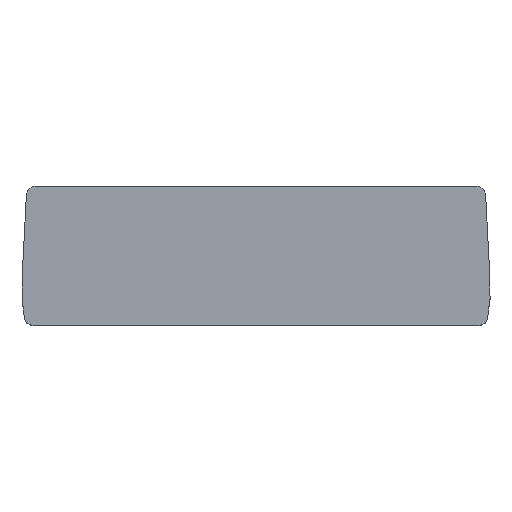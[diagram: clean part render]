
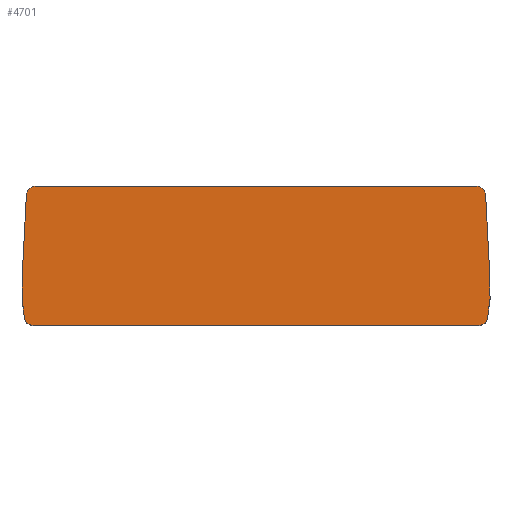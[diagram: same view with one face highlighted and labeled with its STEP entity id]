
A CAD part, top view. The second image highlights one B-rep face of the part: STEP entity #4701.
In plain terms, the highlighted planar face has unit normal (0, 0, 1).
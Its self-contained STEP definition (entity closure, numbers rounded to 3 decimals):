
#20 = CARTESIAN_POINT ( 'NONE',  ( 2.461, 0.675, 0. ) ) ;
#98 = EDGE_CURVE ( 'NONE', #5803, #6123, #7780, .T. ) ;
#268 = CARTESIAN_POINT ( 'NONE',  ( -2.61, -0.477, 0. ) ) ;
#737 = EDGE_CURVE ( 'NONE', #11643, #3891, #9031, .T. ) ;
#788 = CARTESIAN_POINT ( 'NONE',  ( 2.461, 0.775, 0. ) ) ;
#864 = ORIENTED_EDGE ( 'NONE', *, *, #2741, .T. ) ;
#940 = LINE ( 'NONE', #4008, #9046 ) ;
#1087 = DIRECTION ( 'NONE',  ( 0.122, 0.993, 0. ) ) ;
#1196 = VERTEX_POINT ( 'NONE', #7168 ) ;
#1244 = CARTESIAN_POINT ( 'NONE',  ( -2.485, -0.775, 0. ) ) ;
#1291 = DIRECTION ( 'NONE',  ( 0., 0., -1. ) ) ;
#1302 = EDGE_CURVE ( 'NONE', #12353, #10664, #9097, .T. ) ;
#1531 = LINE ( 'NONE', #7544, #8046 ) ;
#1567 = DIRECTION ( 'NONE',  ( 0., 1., 0. ) ) ;
#1599 = DIRECTION ( 'NONE',  ( -1., 0., 0. ) ) ;
#1956 = CIRCLE ( 'NONE', #4747, 0.1 ) ;
#2089 = DIRECTION ( 'NONE',  ( 0., 0., 1. ) ) ;
#2137 = ORIENTED_EDGE ( 'NONE', *, *, #737, .T. ) ;
#2155 = CARTESIAN_POINT ( 'NONE',  ( -2.561, 0.68, 0. ) ) ;
#2438 = LINE ( 'NONE', #8658, #6617 ) ;
#2629 = VECTOR ( 'NONE', #1087, 1000. ) ;
#2741 = EDGE_CURVE ( 'NONE', #1196, #10877, #2438, .T. ) ;
#2819 = DIRECTION ( 'NONE',  ( -1., 0., 0. ) ) ;
#2921 = CARTESIAN_POINT ( 'NONE',  ( 2.61, -0.255, 0. ) ) ;
#3089 = EDGE_CURVE ( 'NONE', #10664, #11647, #5761, .T. ) ;
#3116 = CARTESIAN_POINT ( 'NONE',  ( -2.461, 0.775, 0. ) ) ;
#3159 = EDGE_CURVE ( 'NONE', #3891, #9084, #11106, .T. ) ;
#3366 = ORIENTED_EDGE ( 'NONE', *, *, #10223, .T. ) ;
#3367 = CARTESIAN_POINT ( 'NONE',  ( 2.485, -0.675, 0. ) ) ;
#3724 = DIRECTION ( 'NONE',  ( -1., 0., 0. ) ) ;
#3891 = VERTEX_POINT ( 'NONE', #788 ) ;
#4008 = CARTESIAN_POINT ( 'NONE',  ( -2.61, -0.477, 0. ) ) ;
#4701 = ADVANCED_FACE ( 'NONE', ( #7762 ), #11594, .F. ) ;
#4702 = VECTOR ( 'NONE', #2819, 1000. ) ;
#4747 = AXIS2_PLACEMENT_3D ( 'NONE', #12878, #11179, #3724 ) ;
#4835 = DIRECTION ( 'NONE',  ( 0., -1., 0. ) ) ;
#4848 = CARTESIAN_POINT ( 'NONE',  ( 2.561, 0.68, 0. ) ) ;
#4855 = LINE ( 'NONE', #2921, #6310 ) ;
#5517 = CARTESIAN_POINT ( 'NONE',  ( -2.61, -0.255, 0. ) ) ;
#5524 = VECTOR ( 'NONE', #4835, 1000. ) ;
#5760 = CARTESIAN_POINT ( 'NONE',  ( -2.556, 0.775, 0. ) ) ;
#5761 = CIRCLE ( 'NONE', #10678, 0.1 ) ;
#5803 = VERTEX_POINT ( 'NONE', #5517 ) ;
#6123 = VERTEX_POINT ( 'NONE', #268 ) ;
#6310 = VECTOR ( 'NONE', #13194, 1000. ) ;
#6452 = AXIS2_PLACEMENT_3D ( 'NONE', #11396, #1291, #1599 ) ;
#6617 = VECTOR ( 'NONE', #1567, 1000. ) ;
#6689 = ORIENTED_EDGE ( 'NONE', *, *, #1302, .T. ) ;
#6816 = ORIENTED_EDGE ( 'NONE', *, *, #3089, .T. ) ;
#6836 = CARTESIAN_POINT ( 'NONE',  ( -2.61, -0.255, 0. ) ) ;
#7096 = CIRCLE ( 'NONE', #9241, 0.1 ) ;
#7168 = CARTESIAN_POINT ( 'NONE',  ( 2.61, -0.477, 0. ) ) ;
#7317 = DIRECTION ( 'NONE',  ( -1., 0., 0. ) ) ;
#7529 = CARTESIAN_POINT ( 'NONE',  ( -2.584, -0.687, 0. ) ) ;
#7544 = CARTESIAN_POINT ( 'NONE',  ( -2.61, -0.255, 0. ) ) ;
#7686 = EDGE_CURVE ( 'NONE', #9416, #5803, #1531, .T. ) ;
#7762 = FACE_OUTER_BOUND ( 'NONE', #10288, .T. ) ;
#7780 = LINE ( 'NONE', #6836, #5524 ) ;
#8046 = VECTOR ( 'NONE', #10686, 1000. ) ;
#8064 = ORIENTED_EDGE ( 'NONE', *, *, #11756, .T. ) ;
#8307 = CARTESIAN_POINT ( 'NONE',  ( -2.485, -0.675, 0. ) ) ;
#8410 = CARTESIAN_POINT ( 'NONE',  ( 2.485, -0.775, 0. ) ) ;
#8504 = DIRECTION ( 'NONE',  ( -1., 0., 0. ) ) ;
#8658 = CARTESIAN_POINT ( 'NONE',  ( 2.61, -0.255, 0. ) ) ;
#8830 = VERTEX_POINT ( 'NONE', #7529 ) ;
#8939 = ORIENTED_EDGE ( 'NONE', *, *, #9048, .T. ) ;
#9009 = CARTESIAN_POINT ( 'NONE',  ( 2.61, -0.255, 0. ) ) ;
#9031 = CIRCLE ( 'NONE', #9451, 0.1 ) ;
#9046 = VECTOR ( 'NONE', #9213, 1000. ) ;
#9048 = EDGE_CURVE ( 'NONE', #10877, #11643, #4855, .T. ) ;
#9084 = VERTEX_POINT ( 'NONE', #3116 ) ;
#9097 = LINE ( 'NONE', #9163, #10600 ) ;
#9163 = CARTESIAN_POINT ( 'NONE',  ( 2.573, -0.775, 0. ) ) ;
#9213 = DIRECTION ( 'NONE',  ( 0.122, -0.993, 0. ) ) ;
#9241 = AXIS2_PLACEMENT_3D ( 'NONE', #8307, #2089, #8504 ) ;
#9416 = VERTEX_POINT ( 'NONE', #2155 ) ;
#9451 = AXIS2_PLACEMENT_3D ( 'NONE', #20, #12291, #7317 ) ;
#9697 = DIRECTION ( 'NONE',  ( 0., 0., 1. ) ) ;
#9754 = DIRECTION ( 'NONE',  ( -1., 0., 0. ) ) ;
#10051 = CARTESIAN_POINT ( 'NONE',  ( 2.584, -0.687, 0. ) ) ;
#10223 = EDGE_CURVE ( 'NONE', #9084, #9416, #1956, .T. ) ;
#10226 = DIRECTION ( 'NONE',  ( 1., 0., 0. ) ) ;
#10235 = CARTESIAN_POINT ( 'NONE',  ( 2.61, -0.477, 0. ) ) ;
#10288 = EDGE_LOOP ( 'NONE', ( #11139, #3366, #11196, #11224, #12971, #8064, #6689, #6816, #13102, #864, #8939, #2137 ) ) ;
#10600 = VECTOR ( 'NONE', #10226, 1000. ) ;
#10664 = VERTEX_POINT ( 'NONE', #8410 ) ;
#10678 = AXIS2_PLACEMENT_3D ( 'NONE', #3367, #9697, #9754 ) ;
#10686 = DIRECTION ( 'NONE',  ( -0.052, -0.999, 0. ) ) ;
#10877 = VERTEX_POINT ( 'NONE', #9009 ) ;
#11106 = LINE ( 'NONE', #5760, #4702 ) ;
#11139 = ORIENTED_EDGE ( 'NONE', *, *, #3159, .T. ) ;
#11179 = DIRECTION ( 'NONE',  ( 0., 0., 1. ) ) ;
#11196 = ORIENTED_EDGE ( 'NONE', *, *, #7686, .T. ) ;
#11224 = ORIENTED_EDGE ( 'NONE', *, *, #98, .T. ) ;
#11275 = EDGE_CURVE ( 'NONE', #11647, #1196, #12462, .T. ) ;
#11396 = CARTESIAN_POINT ( 'NONE',  ( 0., 0., 0. ) ) ;
#11594 = PLANE ( 'NONE',  #6452 ) ;
#11643 = VERTEX_POINT ( 'NONE', #4848 ) ;
#11647 = VERTEX_POINT ( 'NONE', #10051 ) ;
#11756 = EDGE_CURVE ( 'NONE', #8830, #12353, #7096, .T. ) ;
#12004 = EDGE_CURVE ( 'NONE', #6123, #8830, #940, .T. ) ;
#12291 = DIRECTION ( 'NONE',  ( 0., 0., 1. ) ) ;
#12353 = VERTEX_POINT ( 'NONE', #1244 ) ;
#12462 = LINE ( 'NONE', #10235, #2629 ) ;
#12878 = CARTESIAN_POINT ( 'NONE',  ( -2.461, 0.675, 0. ) ) ;
#12971 = ORIENTED_EDGE ( 'NONE', *, *, #12004, .T. ) ;
#13102 = ORIENTED_EDGE ( 'NONE', *, *, #11275, .T. ) ;
#13194 = DIRECTION ( 'NONE',  ( -0.052, 0.999, 0. ) ) ;
